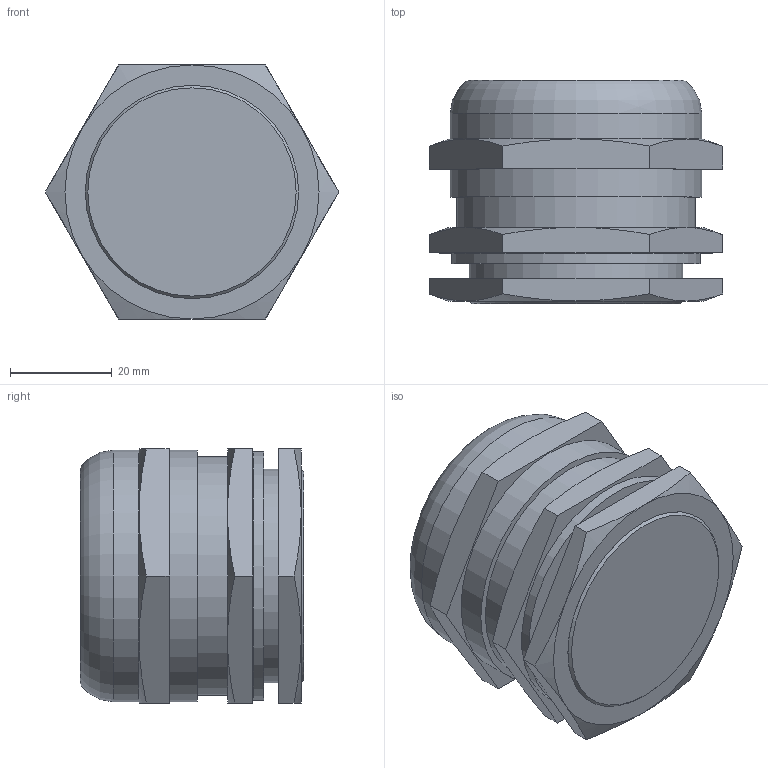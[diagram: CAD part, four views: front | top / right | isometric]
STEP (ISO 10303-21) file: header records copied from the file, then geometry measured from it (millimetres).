
FILE_DESCRIPTION(/* description */ (''),/* implementation_level */ '2;1');
FILE_NAME(/* name */ 'Сборка М42 S50.stp',/* time_stamp */ '2016-07-05T13:04:49+06:00',/* author */ ('zeta-09'),/* organization */ (''),/* preprocessor_version */ 'ST-DEVELOPER v15.6',/* originating_system */ 'Autodesk Inventor 2015',/* authorisation */ '');
FILE_SCHEMA (('AUTOMOTIVE_DESIGN { 1 0 10303 214 3 1 1 }'));
Length unit declared in the file: centimetre
Products named in the file (1): Сборка М42 S50
Bounding box: 57.73 x 44 x 50 mm (x, y, z)
Volume: 83525.6 mm3; surface area: 14402.3 mm2
Topology: 1 solids, 1 shells, 52 faces, 110 edges, 69 vertices
Faces by surface type: plane 29, cone 14, cylinder 8, torus 1
Full cylindrical faces by diameter (mm): 34.5 x1, 40 x1, 42 x2, 47 x1, 49 x1, 49.5 x2
Entity records: 1343 total; most frequent: CARTESIAN_POINT 275, DIRECTION 202, ORIENTED_EDGE 192, EDGE_CURVE 96, AXIS2_PLACEMENT_3D 83, EDGE_LOOP 72, VERTEX_POINT 66, FACE_OUTER_BOUND 52
